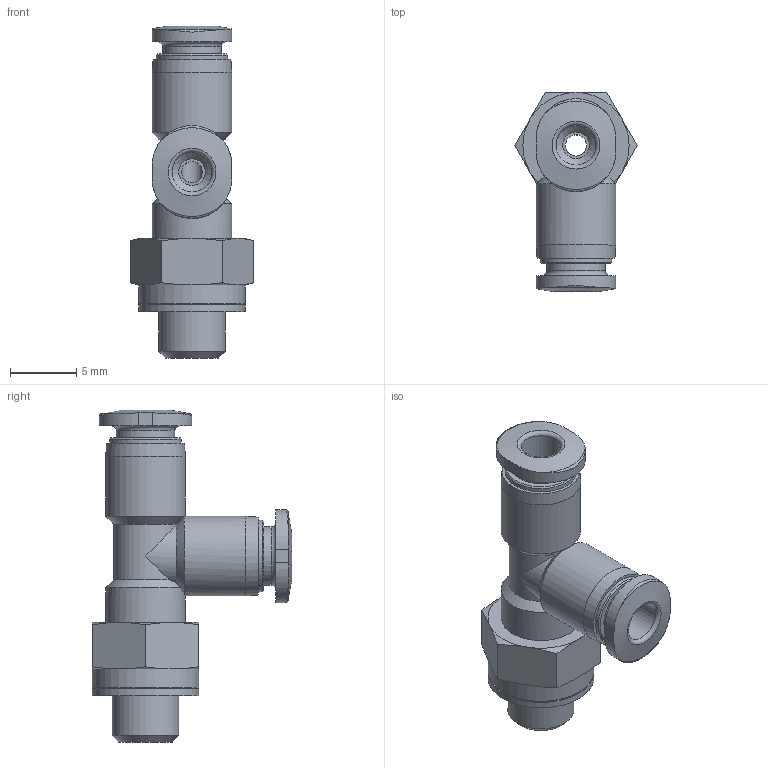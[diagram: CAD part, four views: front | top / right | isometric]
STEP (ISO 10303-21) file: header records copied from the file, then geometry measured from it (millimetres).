
FILE_DESCRIPTION(/* description */ ('STEP AP214'),/* implementation_level */ '2;1');
FILE_NAME(/* name */ '153359_QSMTL-M5-3',/* time_stamp */ '2024-09-11T11:25:09+02:00',/* author */ ('License CC BY-ND 4.0'),/* organization */ ('CADENAS'),/* preprocessor_version */ 'ST-DEVELOPER v19.3',/* originating_system */ 'PARTsolutions',/* authorisation */ ' ');
FILE_SCHEMA (('AUTOMOTIVE_DESIGN {1 0 10303 214 3 1 1}'));
Length unit declared in the file: millimetre
Products named in the file (1): 153359 QSMTL-M5-3
Bounding box: 9.24 x 15 x 25 mm (x, y, z)
Volume: 824 mm3; surface area: 1073.1 mm2
Topology: 1 solids, 1 shells, 78 faces, 183 edges, 115 vertices
Faces by surface type: cone 27, plane 22, cylinder 21, torus 8
Full cylindrical faces by diameter (mm): 1.6 x2, 3 x2, 4.4 x2, 5 x1, 5.4 x2, 6 x3, 8 x2
Entity records: 2643 total; most frequent: CARTESIAN_POINT 499, DIRECTION 318, ORIENTED_EDGE 290, AXIS2_PLACEMENT_3D 150, EDGE_CURVE 145, EDGE_LOOP 120, FACE_BOUND 120, VERTEX_POINT 107
